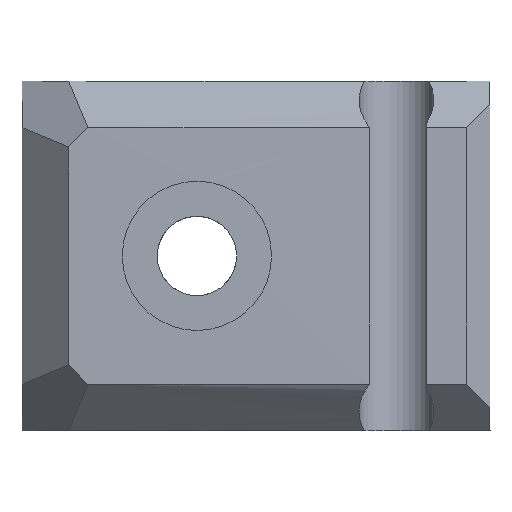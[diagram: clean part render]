
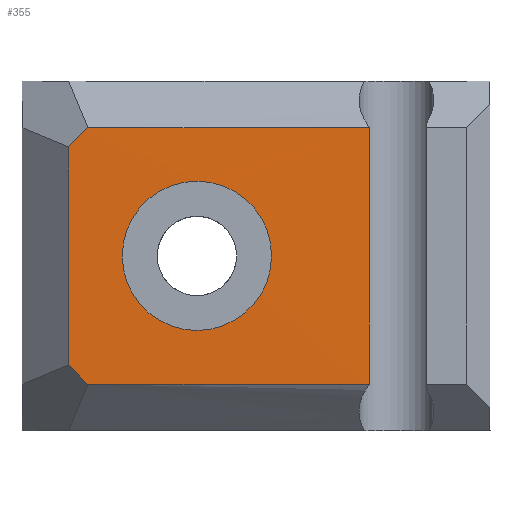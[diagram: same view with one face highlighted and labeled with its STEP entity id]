
A CAD part, top view. The second image highlights one B-rep face of the part: STEP entity #355.
In plain terms, the highlighted planar face has unit normal (0, 0, 1).
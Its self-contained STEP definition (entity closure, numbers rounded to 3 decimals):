
#24=FACE_BOUND('',#50,.T.);
#26=CIRCLE('',#389,3.2);
#30=FACE_OUTER_BOUND('',#49,.T.);
#49=EDGE_LOOP('',(#237,#238,#239,#240,#241,#242));
#50=EDGE_LOOP('',(#243));
#70=LINE('',#504,#111);
#71=LINE('',#506,#112);
#72=LINE('',#508,#113);
#73=LINE('',#510,#114);
#74=LINE('',#512,#115);
#75=LINE('',#513,#116);
#111=VECTOR('',#415,10.);
#112=VECTOR('',#416,10.);
#113=VECTOR('',#417,10.);
#114=VECTOR('',#418,10.);
#115=VECTOR('',#419,10.);
#116=VECTOR('',#420,10.);
#152=VERTEX_POINT('',#502);
#153=VERTEX_POINT('',#503);
#154=VERTEX_POINT('',#505);
#155=VERTEX_POINT('',#507);
#156=VERTEX_POINT('',#509);
#157=VERTEX_POINT('',#511);
#158=VERTEX_POINT('',#514);
#186=EDGE_CURVE('',#152,#153,#70,.T.);
#187=EDGE_CURVE('',#154,#152,#71,.T.);
#188=EDGE_CURVE('',#155,#154,#72,.T.);
#189=EDGE_CURVE('',#156,#155,#73,.T.);
#190=EDGE_CURVE('',#157,#156,#74,.T.);
#191=EDGE_CURVE('',#153,#157,#75,.T.);
#192=EDGE_CURVE('',#158,#158,#26,.T.);
#237=ORIENTED_EDGE('',*,*,#186,.F.);
#238=ORIENTED_EDGE('',*,*,#187,.F.);
#239=ORIENTED_EDGE('',*,*,#188,.F.);
#240=ORIENTED_EDGE('',*,*,#189,.F.);
#241=ORIENTED_EDGE('',*,*,#190,.F.);
#242=ORIENTED_EDGE('',*,*,#191,.F.);
#243=ORIENTED_EDGE('',*,*,#192,.F.);
#339=PLANE('',#388);
#355=ADVANCED_FACE('',(#30,#24),#339,.T.);
#388=AXIS2_PLACEMENT_3D('',#501,#413,#414);
#389=AXIS2_PLACEMENT_3D('',#515,#421,#422);
#413=DIRECTION('center_axis',(0.,0.,
1.));
#414=DIRECTION('ref_axis',(1.,0.,0.));
#415=DIRECTION('',(-0.707,0.707,0.));
#416=DIRECTION('',(-1.,0.,0.));
#417=DIRECTION('',(0.,-1.,0.));
#418=DIRECTION('',(1.,0.,0.));
#419=DIRECTION('',(0.707,0.707,0.));
#420=DIRECTION('',(0.,1.,0.));
#421=DIRECTION('center_axis',(0.,0.,
1.));
#422=DIRECTION('ref_axis',(1.,0.,0.));
#501=CARTESIAN_POINT('Origin',(120.227,165.4,0.));
#502=CARTESIAN_POINT('',(115.605,159.9,0.));
#503=CARTESIAN_POINT('',(114.776,160.728,0.));
#504=CARTESIAN_POINT('',(115.178,160.326,0.));
#505=CARTESIAN_POINT('',(127.658,159.9,-0.063));
#506=CARTESIAN_POINT('',(123.36,159.9,0.));
#507=CARTESIAN_POINT('',(127.658,170.9,-0.063));
#508=CARTESIAN_POINT('',(127.72,165.4,0.));
#509=CARTESIAN_POINT('',(115.605,170.9,0.));
#510=CARTESIAN_POINT('',(123.36,170.9,0.));
#511=CARTESIAN_POINT('',(114.776,170.071,0.));
#512=CARTESIAN_POINT('',(115.178,170.473,0.));
#513=CARTESIAN_POINT('',(114.776,165.4,0.));
#514=CARTESIAN_POINT('',(117.076,165.4,0.));
#515=CARTESIAN_POINT('Origin',(120.276,165.4,0.));
